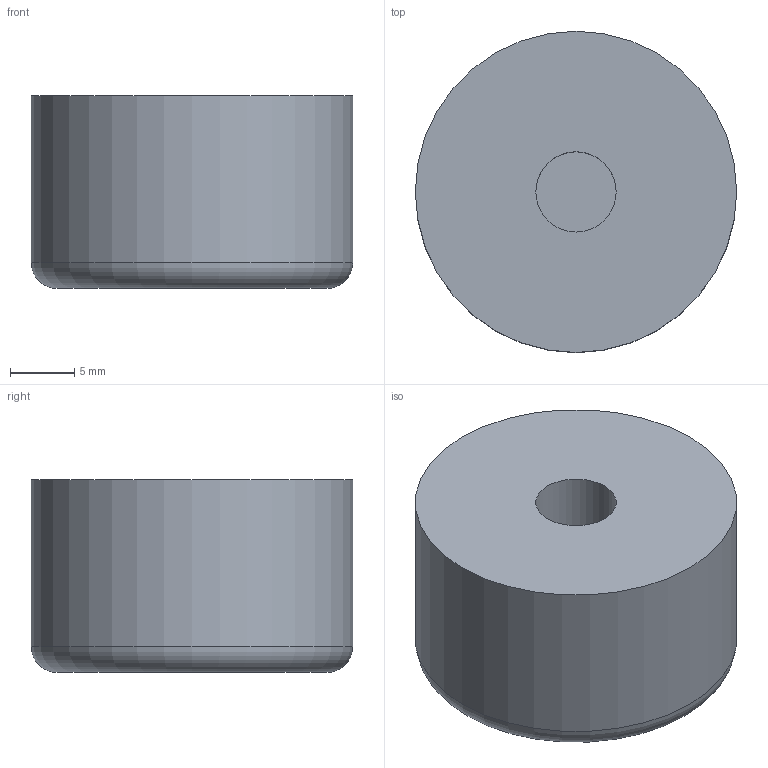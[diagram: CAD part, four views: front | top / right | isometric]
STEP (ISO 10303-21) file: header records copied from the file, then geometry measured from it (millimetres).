
FILE_DESCRIPTION(/* description */ ('Alibre Inc.'),/* implementation_level */ '2;1');
FILE_NAME(/* name */ 'export-C19FAB36-7560-40BD-B7EA-6E40420D6C79',/* time_stamp */ '2025-02-03T16:13:03+01:00',/* author */ (''),/* organization */ (''),/* preprocessor_version */ 'ST-DEVELOPER v17',/* originating_system */ 'Alibre',/* authorisation */ '');
FILE_SCHEMA (('AUTOMOTIVE_DESIGN'));
Length unit declared in the file: millimetre
Bounding box: 25 x 25 x 15 mm (x, y, z)
Volume: 7017 mm3; surface area: 2273.4 mm2
Topology: 1 solids, 1 shells, 13 faces, 23 edges, 15 vertices
Faces by surface type: plane 8, cylinder 4, torus 1
Full cylindrical faces by diameter (mm): 6.202 x1, 6.25 x1, 25 x1
Entity records: 300 total; most frequent: CARTESIAN_POINT 46, DIRECTION 44, ORIENTED_EDGE 38, AXIS2_PLACEMENT_3D 21, EDGE_LOOP 20, FACE_BOUND 20, EDGE_CURVE 19, VERTEX_POINT 15
